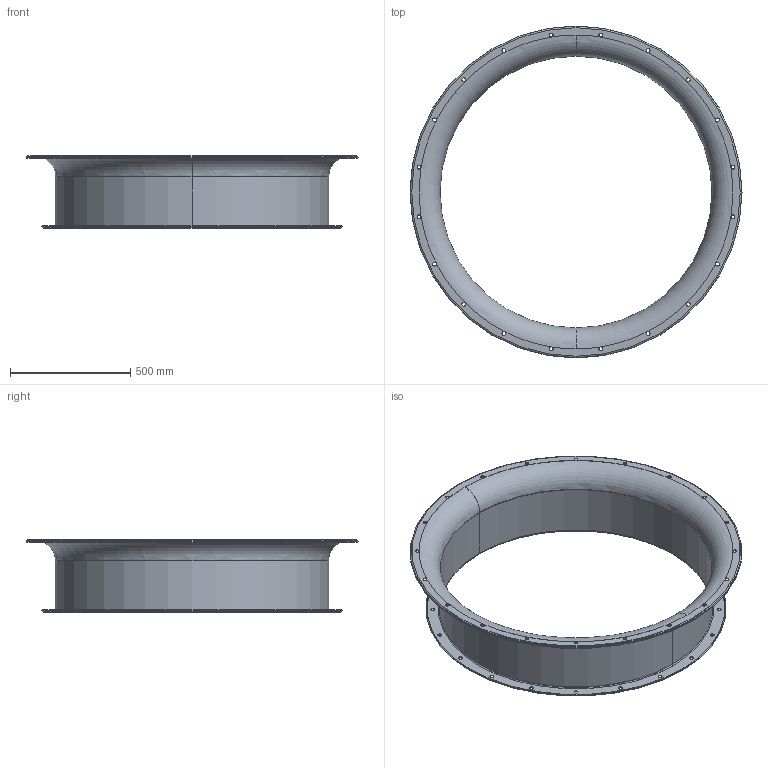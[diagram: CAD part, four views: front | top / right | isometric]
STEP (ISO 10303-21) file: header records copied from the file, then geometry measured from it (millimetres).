
FILE_DESCRIPTION (( 'STEP AP203' ), '1' );
FILE_NAME ('5BO9712 CCbo 112.STEP', '2022-02-24T15:05:58', ( '' ), ( '' ), 'SwSTEP 2.0', 'SolidWorks 2018', '' );
FILE_SCHEMA (( 'CONFIG_CONTROL_DESIGN' ));
Length unit declared in the file: millimetre
Products named in the file (1): 5BO9712 CCbo 112
Bounding box: 1380 x 1380 x 300 mm (x, y, z)
Volume: 4930618.6 mm3; surface area: 3317832.1 mm2
Topology: 1 solids, 1 shells, 116 faces, 392 edges, 240 vertices
Faces by surface type: cylinder 84, torus 16, cone 12, plane 4
Entity records: 4621 total; most frequent: DIRECTION 922, ORIENTED_EDGE 784, CARTESIAN_POINT 749, AXIS2_PLACEMENT_3D 413, EDGE_CURVE 392, CIRCLE 296, VERTEX_POINT 240, EDGE_LOOP 160
